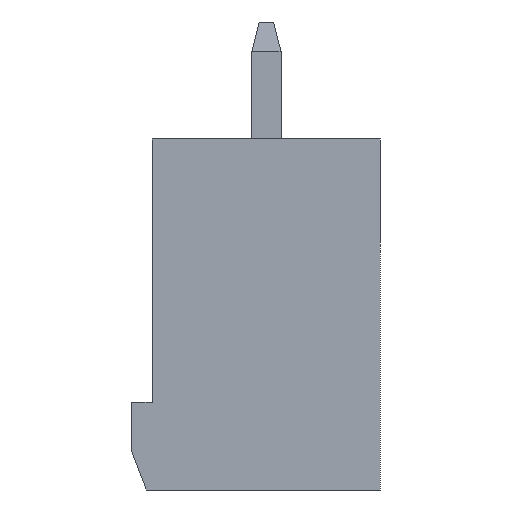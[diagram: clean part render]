
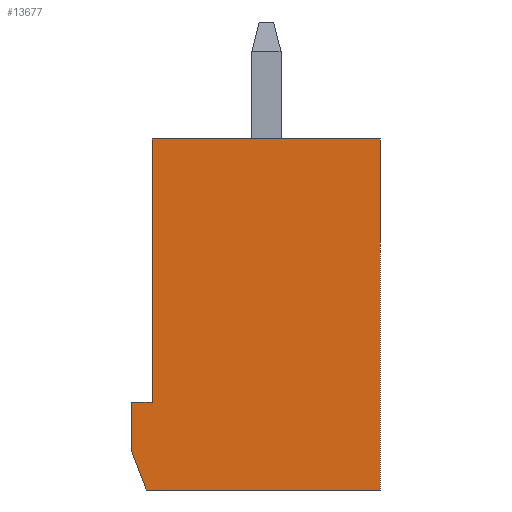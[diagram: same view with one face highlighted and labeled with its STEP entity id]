
A CAD part, left-side view. The second image highlights one B-rep face of the part: STEP entity #13677.
In plain terms, the highlighted planar face has unit normal (-1, 0, 0).
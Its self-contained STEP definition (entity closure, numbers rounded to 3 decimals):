
#1786 = VERTEX_POINT('',#1787);
#1787 = CARTESIAN_POINT('',(-25.7,2.45,-7.81));
#1793 = EDGE_CURVE('',#1794,#1786,#1796,.T.);
#1794 = VERTEX_POINT('',#1795);
#1795 = CARTESIAN_POINT('',(-25.7,-5.35,-7.81));
#1796 = LINE('',#1797,#1798);
#1797 = CARTESIAN_POINT('',(-25.7,-5.35,-7.81));
#1798 = VECTOR('',#1799,1.);
#1799 = DIRECTION('',(0.,1.,0.));
#2009 = VERTEX_POINT('',#2010);
#2010 = CARTESIAN_POINT('',(-25.7,2.45,-16.81));
#2016 = EDGE_CURVE('',#2009,#1786,#2017,.T.);
#2017 = LINE('',#2018,#2019);
#2018 = CARTESIAN_POINT('',(-25.7,2.45,-16.81));
#2019 = VECTOR('',#2020,1.);
#2020 = DIRECTION('',(0.,0.,1.));
#2033 = VERTEX_POINT('',#2034);
#2034 = CARTESIAN_POINT('',(-25.7,3.15,-16.81));
#2040 = EDGE_CURVE('',#2033,#2009,#2041,.T.);
#2041 = LINE('',#2042,#2043);
#2042 = CARTESIAN_POINT('',(-25.7,3.15,-16.81));
#2043 = VECTOR('',#2044,1.);
#2044 = DIRECTION('',(0.,-1.,0.));
#2146 = VERTEX_POINT('',#2147);
#2147 = CARTESIAN_POINT('',(-25.7,3.15,-18.51));
#2153 = EDGE_CURVE('',#2033,#2146,#2154,.T.);
#2154 = LINE('',#2155,#2156);
#2155 = CARTESIAN_POINT('',(-25.7,3.15,-16.81));
#2156 = VECTOR('',#2157,1.);
#2157 = DIRECTION('',(0.,0.,-1.));
#2179 = VERTEX_POINT('',#2180);
#2180 = CARTESIAN_POINT('',(-25.7,-5.35,-19.81));
#2186 = EDGE_CURVE('',#2187,#2179,#2189,.T.);
#2187 = VERTEX_POINT('',#2188);
#2188 = CARTESIAN_POINT('',(-25.7,2.65,-19.81));
#2189 = LINE('',#2190,#2191);
#2190 = CARTESIAN_POINT('',(-25.7,2.65,-19.81));
#2191 = VECTOR('',#2192,1.);
#2192 = DIRECTION('',(0.,-1.,0.));
#2469 = EDGE_CURVE('',#2179,#1794,#2470,.T.);
#2470 = LINE('',#2471,#2472);
#2471 = CARTESIAN_POINT('',(-25.7,-5.35,-19.81));
#2472 = VECTOR('',#2473,1.);
#2473 = DIRECTION('',(0.,0.,1.));
#11896 = EDGE_CURVE('',#2187,#2146,#11897,.T.);
#11897 = LINE('',#11898,#11899);
#11898 = CARTESIAN_POINT('',(-25.7,2.65,-19.81));
#11899 = VECTOR('',#11900,1.);
#11900 = DIRECTION('',(0.,0.359,0.933)
  );
#13677 = ADVANCED_FACE('',(#13678),#13687,.T.);
#13678 = FACE_BOUND('',#13679,.T.);
#13679 = EDGE_LOOP('',(#13680,#13681,#13682,#13683,#13684,#13685,#13686)
  );
#13680 = ORIENTED_EDGE('',*,*,#2186,.T.);
#13681 = ORIENTED_EDGE('',*,*,#2469,.T.);
#13682 = ORIENTED_EDGE('',*,*,#1793,.T.);
#13683 = ORIENTED_EDGE('',*,*,#2016,.F.);
#13684 = ORIENTED_EDGE('',*,*,#2040,.F.);
#13685 = ORIENTED_EDGE('',*,*,#2153,.T.);
#13686 = ORIENTED_EDGE('',*,*,#11896,.F.);
#13687 = PLANE('',#13688);
#13688 = AXIS2_PLACEMENT_3D('',#13689,#13690,#13691);
#13689 = CARTESIAN_POINT('',(-25.7,-11.5,-5.521));
#13690 = DIRECTION('',(-1.,0.,0.));
#13691 = DIRECTION('',(0.,0.,-1.));
